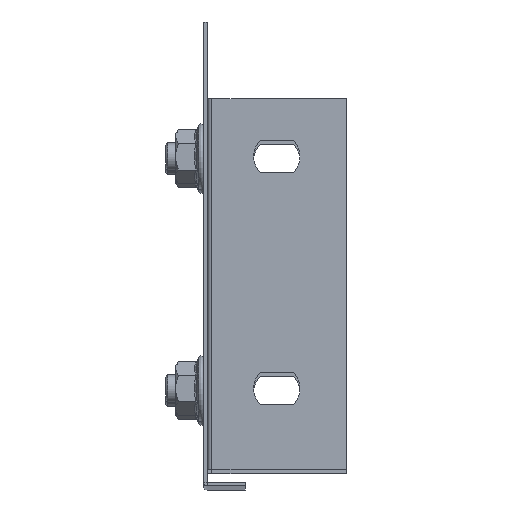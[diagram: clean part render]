
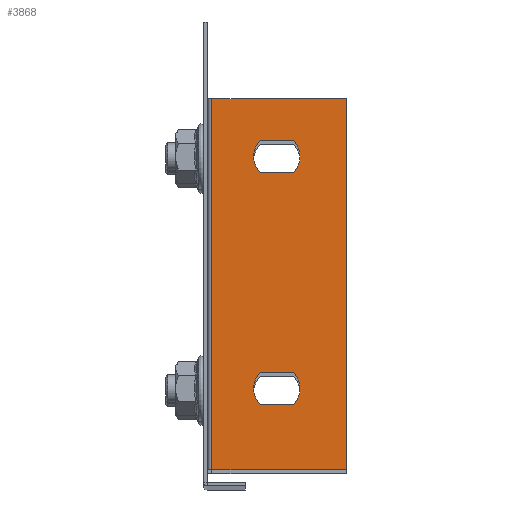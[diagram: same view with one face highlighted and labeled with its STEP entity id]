
A CAD part, top view. The second image highlights one B-rep face of the part: STEP entity #3868.
In plain terms, the highlighted face is planar.
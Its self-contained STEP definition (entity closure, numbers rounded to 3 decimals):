
#1 = VERTEX_POINT ( 'NONE', #1865 ) ;
#2 = VERTEX_POINT ( 'NONE', #1864 ) ;
#87 = AXIS2_PLACEMENT_3D ( 'NONE', #2119, #2117, #2123 ) ;
#282 = CARTESIAN_POINT ( 'NONE',  ( 0., 11.429, -19. ) ) ;
#317 = CARTESIAN_POINT ( 'NONE',  ( 0., 11.429, -26. ) ) ;
#318 = DIRECTION ( 'NONE',  ( 0., 1., 0. ) ) ;
#319 = CARTESIAN_POINT ( 'NONE',  ( 0., 15., -22.5 ) ) ;
#320 = DIRECTION ( 'NONE',  ( 1., 0., 0. ) ) ;
#321 = DIRECTION ( 'NONE',  ( 0., 1., 0. ) ) ;
#322 = DIRECTION ( 'NONE',  ( 0., 0., -1. ) ) ;
#323 = CARTESIAN_POINT ( 'NONE',  ( 0., 18.571, 31. ) ) ;
#324 = DIRECTION ( 'NONE',  ( 0., -1., 0. ) ) ;
#325 = CARTESIAN_POINT ( 'NONE',  ( 0., 15., 27.5 ) ) ;
#326 = DIRECTION ( 'NONE',  ( 1., 0., 0. ) ) ;
#327 = DIRECTION ( 'NONE',  ( 0., 1., 0. ) ) ;
#328 = CARTESIAN_POINT ( 'NONE',  ( 0., 30., 40. ) ) ;
#329 = DIRECTION ( 'NONE',  ( 0., 1., 0. ) ) ;
#330 = CARTESIAN_POINT ( 'NONE',  ( 0., 15., 27.5 ) ) ;
#331 = DIRECTION ( 'NONE',  ( 1., 0., 0. ) ) ;
#332 = DIRECTION ( 'NONE',  ( 0., 1., 0. ) ) ;
#333 = DIRECTION ( 'NONE',  ( 0., -1., 0. ) ) ;
#334 = CARTESIAN_POINT ( 'NONE',  ( 0., 30., 40. ) ) ;
#1034 = VERTEX_POINT ( 'NONE', #282 ) ;
#1168 = VERTEX_POINT ( 'NONE', #1861 ) ;
#1222 = VERTEX_POINT ( 'NONE', #1854 ) ;
#1255 = VERTEX_POINT ( 'NONE', #1844 ) ;
#1257 = VERTEX_POINT ( 'NONE', #1842 ) ;
#1426 = CARTESIAN_POINT ( 'NONE',  ( 0., 18.571, -19. ) ) ;
#1443 = CARTESIAN_POINT ( 'NONE',  ( 0., 18.571, -26. ) ) ;
#1446 = CARTESIAN_POINT ( 'NONE',  ( 0., 11.429, 24. ) ) ;
#1447 = CARTESIAN_POINT ( 'NONE',  ( 0., 18.571, 24. ) ) ;
#1448 = CARTESIAN_POINT ( 'NONE',  ( 0., 30., 40. ) ) ;
#1704 = CARTESIAN_POINT ( 'NONE',  ( 0., 30., -40. ) ) ;
#1707 = DIRECTION ( 'NONE',  ( 0., -1., 0. ) ) ;
#1765 = DIRECTION ( 'NONE',  ( 0., 0., -1. ) ) ;
#1766 = CARTESIAN_POINT ( 'NONE',  ( 0., 1., 40. ) ) ;
#1769 = CARTESIAN_POINT ( 'NONE',  ( 0., 18.571, -19. ) ) ;
#1770 = DIRECTION ( 'NONE',  ( 0., -1., 0. ) ) ;
#1771 = CARTESIAN_POINT ( 'NONE',  ( 0., 15., -22.5 ) ) ;
#1772 = DIRECTION ( 'NONE',  ( 1., 0., 0. ) ) ;
#1773 = DIRECTION ( 'NONE',  ( 0., 1., 0. ) ) ;
#1774 = CARTESIAN_POINT ( 'NONE',  ( 0., 11.429, 24. ) ) ;
#1842 = CARTESIAN_POINT ( 'NONE',  ( 0., 1., -40. ) ) ;
#1844 = CARTESIAN_POINT ( 'NONE',  ( 0., 1., 40. ) ) ;
#1854 = CARTESIAN_POINT ( 'NONE',  ( 0., 30., -40. ) ) ;
#1861 = CARTESIAN_POINT ( 'NONE',  ( 0., 11.429, -26. ) ) ;
#1864 = CARTESIAN_POINT ( 'NONE',  ( 0., 18.571, 31. ) ) ;
#1865 = CARTESIAN_POINT ( 'NONE',  ( 0., 11.429, 31. ) ) ;
#2117 = DIRECTION ( 'NONE',  ( 1., 0., 0. ) ) ;
#2119 = CARTESIAN_POINT ( 'NONE',  ( 0., 30., 40. ) ) ;
#2121 = PLANE ( 'NONE',  #87 ) ;
#2123 = DIRECTION ( 'NONE',  ( 0., 1., 0. ) ) ;
#2324 = LINE ( 'NONE', #1704, #2329 ) ;
#2329 = VECTOR ( 'NONE', #1707, 1000. ) ;
#2367 = LINE ( 'NONE', #1766, #2372 ) ;
#2371 = CIRCLE ( 'NONE', #3141, 5. ) ;
#2372 = VECTOR ( 'NONE', #1765, 1000. ) ;
#2373 = LINE ( 'NONE', #1769, #2375 ) ;
#2374 = CIRCLE ( 'NONE', #3143, 5. ) ;
#2375 = VECTOR ( 'NONE', #1770, 1000. ) ;
#2376 = LINE ( 'NONE', #317, #2378 ) ;
#2377 = CIRCLE ( 'NONE', #3145, 5. ) ;
#2378 = VECTOR ( 'NONE', #318, 1000. ) ;
#2379 = LINE ( 'NONE', #323, #2381 ) ;
#2380 = CIRCLE ( 'NONE', #3147, 5. ) ;
#2381 = VECTOR ( 'NONE', #324, 1000. ) ;
#2382 = LINE ( 'NONE', #1774, #2384 ) ;
#2383 = LINE ( 'NONE', #328, #2386 ) ;
#2384 = VECTOR ( 'NONE', #329, 1000. ) ;
#2385 = LINE ( 'NONE', #334, #2388 ) ;
#2386 = VECTOR ( 'NONE', #322, 1000. ) ;
#2388 = VECTOR ( 'NONE', #333, 1000. ) ;
#2575 = FACE_BOUND ( 'NONE', #3385, .T. ) ;
#2579 = FACE_OUTER_BOUND ( 'NONE', #3382, .T. ) ;
#2581 = FACE_BOUND ( 'NONE', #3383, .T. ) ;
#2819 = EDGE_CURVE ( 'NONE', #1222, #1257, #2324, .T. ) ;
#2850 = EDGE_CURVE ( 'NONE', #1255, #1257, #2367, .T. ) ;
#2852 = EDGE_CURVE ( 'NONE', #1034, #1168, #2371, .T. ) ;
#2854 = EDGE_CURVE ( 'NONE', #3205, #1034, #2373, .T. ) ;
#2856 = EDGE_CURVE ( 'NONE', #3217, #3205, #2374, .T. ) ;
#2858 = EDGE_CURVE ( 'NONE', #1168, #3217, #2376, .T. ) ;
#2860 = EDGE_CURVE ( 'NONE', #1, #3220, #2377, .T. ) ;
#2862 = EDGE_CURVE ( 'NONE', #2, #1, #2379, .T. ) ;
#2865 = EDGE_CURVE ( 'NONE', #3221, #2, #2380, .T. ) ;
#2867 = EDGE_CURVE ( 'NONE', #3220, #3221, #2382, .T. ) ;
#2869 = EDGE_CURVE ( 'NONE', #3222, #1222, #2383, .T. ) ;
#2871 = EDGE_CURVE ( 'NONE', #3222, #1255, #2385, .T. ) ;
#3141 = AXIS2_PLACEMENT_3D ( 'NONE', #1771, #1772, #1773 ) ;
#3143 = AXIS2_PLACEMENT_3D ( 'NONE', #319, #320, #321 ) ;
#3145 = AXIS2_PLACEMENT_3D ( 'NONE', #325, #326, #327 ) ;
#3147 = AXIS2_PLACEMENT_3D ( 'NONE', #330, #331, #332 ) ;
#3205 = VERTEX_POINT ( 'NONE', #1426 ) ;
#3217 = VERTEX_POINT ( 'NONE', #1443 ) ;
#3220 = VERTEX_POINT ( 'NONE', #1446 ) ;
#3221 = VERTEX_POINT ( 'NONE', #1447 ) ;
#3222 = VERTEX_POINT ( 'NONE', #1448 ) ;
#3382 = EDGE_LOOP ( 'NONE', ( #3582, #3581, #3580, #3579 ) ) ;
#3383 = EDGE_LOOP ( 'NONE', ( #3586, #3585, #3584, #3583 ) ) ;
#3385 = EDGE_LOOP ( 'NONE', ( #3590, #3589, #3588, #3587 ) ) ;
#3579 = ORIENTED_EDGE ( 'NONE', *, *, #2850, .T. ) ;
#3580 = ORIENTED_EDGE ( 'NONE', *, *, #2871, .T. ) ;
#3581 = ORIENTED_EDGE ( 'NONE', *, *, #2869, .F. ) ;
#3582 = ORIENTED_EDGE ( 'NONE', *, *, #2819, .F. ) ;
#3583 = ORIENTED_EDGE ( 'NONE', *, *, #2867, .F. ) ;
#3584 = ORIENTED_EDGE ( 'NONE', *, *, #2865, .F. ) ;
#3585 = ORIENTED_EDGE ( 'NONE', *, *, #2862, .F. ) ;
#3586 = ORIENTED_EDGE ( 'NONE', *, *, #2860, .F. ) ;
#3587 = ORIENTED_EDGE ( 'NONE', *, *, #2858, .F. ) ;
#3588 = ORIENTED_EDGE ( 'NONE', *, *, #2856, .F. ) ;
#3589 = ORIENTED_EDGE ( 'NONE', *, *, #2854, .F. ) ;
#3590 = ORIENTED_EDGE ( 'NONE', *, *, #2852, .F. ) ;
#3868 = ADVANCED_FACE ( 'NONE', ( #2575, #2581, #2579 ), #2121, .T. ) ;
